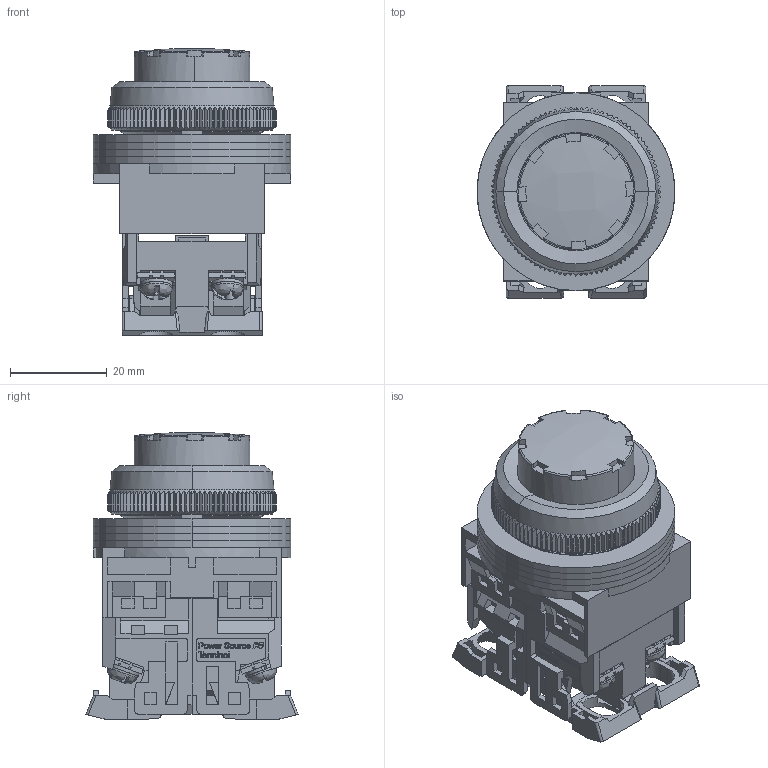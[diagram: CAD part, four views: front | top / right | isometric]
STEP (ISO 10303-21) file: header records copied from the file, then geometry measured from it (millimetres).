
FILE_DESCRIPTION (( 'STEP AP214' ), '1' );
FILE_NAME ('AR30E0L-10E3RZC.step', '2018-02-13T20:09:26', ( '' ), ( '' ), 'SwSTEP 2.0', 'SolidWorks 2017', '' );
FILE_SCHEMA (( 'AUTOMOTIVE_DESIGN' ));
Length unit declared in the file: inch
Products named in the file (1): AR30E0L-10E3RZC
Bounding box: 41 x 44 x 59.35 mm (x, y, z)
Volume: 34724 mm3; surface area: 38615.8 mm2
Topology: 25 solids, 25 shells, 2022 faces, 5535 edges, 3592 vertices
Faces by surface type: plane 1378, cylinder 323, cone 196, bspline 125
Entity records: 70685 total; most frequent: CARTESIAN_POINT 20429, ORIENTED_EDGE 11070, DIRECTION 9348, EDGE_CURVE 5535, LINE 3754, VECTOR 3754, VERTEX_POINT 3592, AXIS2_PLACEMENT_3D 2797
